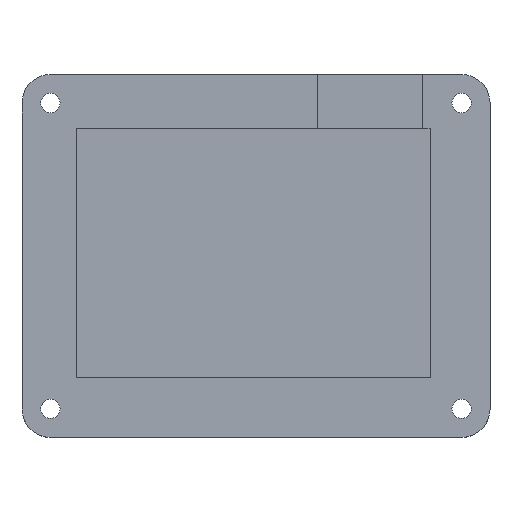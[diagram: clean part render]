
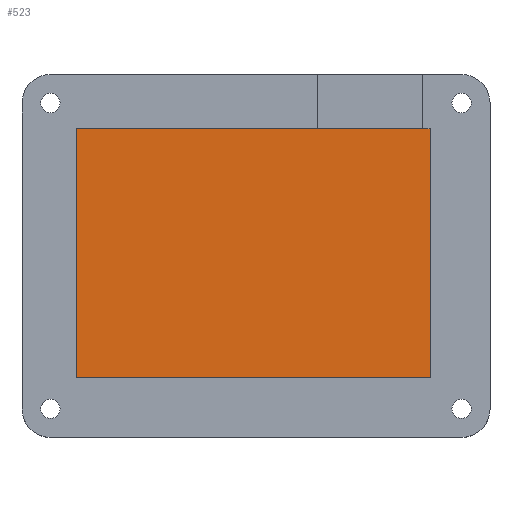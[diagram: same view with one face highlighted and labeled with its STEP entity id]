
A CAD part, top view. The second image highlights one B-rep face of the part: STEP entity #523.
In plain terms, the highlighted planar face has unit normal (0, 0, 1).
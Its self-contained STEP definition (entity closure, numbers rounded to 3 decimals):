
#33=PLANE('',#579);
#55=FACE_OUTER_BOUND('',#89,.T.);
#89=EDGE_LOOP('',(#417,#418,#419,#420));
#147=LINE('',#857,#195);
#148=LINE('',#859,#196);
#149=LINE('',#861,#197);
#150=LINE('',#862,#198);
#195=VECTOR('',#689,10.);
#196=VECTOR('',#690,10.);
#197=VECTOR('',#691,10.);
#198=VECTOR('',#692,10.);
#269=VERTEX_POINT('',#855);
#270=VERTEX_POINT('',#856);
#271=VERTEX_POINT('',#858);
#272=VERTEX_POINT('',#860);
#327=EDGE_CURVE('',#269,#270,#147,.T.);
#328=EDGE_CURVE('',#271,#269,#148,.T.);
#329=EDGE_CURVE('',#272,#271,#149,.T.);
#330=EDGE_CURVE('',#270,#272,#150,.T.);
#417=ORIENTED_EDGE('',*,*,#327,.F.);
#418=ORIENTED_EDGE('',*,*,#328,.F.);
#419=ORIENTED_EDGE('',*,*,#329,.F.);
#420=ORIENTED_EDGE('',*,*,#330,.F.);
#523=ADVANCED_FACE('',(#55),#33,.T.);
#579=AXIS2_PLACEMENT_3D('',#854,#687,#688);
#687=DIRECTION('center_axis',(0.,0.,1.));
#688=DIRECTION('ref_axis',(1.,0.,0.));
#689=DIRECTION('',(-1.,0.,0.));
#690=DIRECTION('',(0.,-1.,0.));
#691=DIRECTION('',(1.,0.,0.));
#692=DIRECTION('',(0.,1.,0.));
#854=CARTESIAN_POINT('Origin',(30.235,-21.19,3.));
#855=CARTESIAN_POINT('',(61.37,-43.08,3.));
#856=CARTESIAN_POINT('',(-0.9,-43.08,3.));
#857=CARTESIAN_POINT('',(45.803,-43.08,3.));
#858=CARTESIAN_POINT('',(61.37,0.7,3.));
#859=CARTESIAN_POINT('',(61.37,-10.245,3.));
#860=CARTESIAN_POINT('',(-0.9,0.7,3.));
#861=CARTESIAN_POINT('',(14.668,0.7,3.));
#862=CARTESIAN_POINT('',(-0.9,-32.135,3.));
